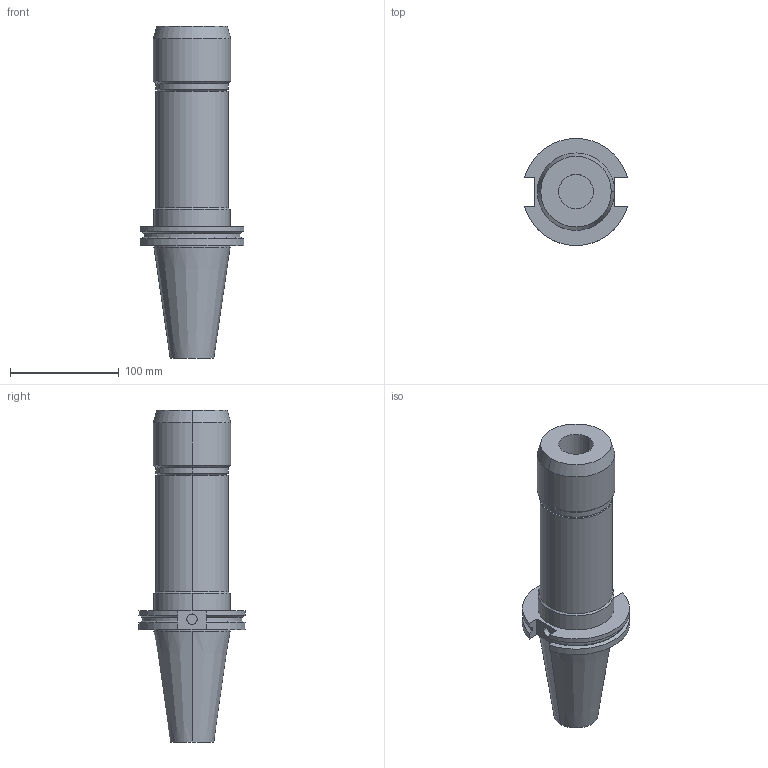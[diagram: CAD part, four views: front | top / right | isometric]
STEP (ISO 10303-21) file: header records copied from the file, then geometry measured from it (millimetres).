
FILE_DESCRIPTION (( 'STEP AP203' ), '1' );
FILE_NAME ('STP-5044-460-A72-800-1(44.463G.72.800).STEP', '2021-06-30T10:03:01', ( '' ), ( '' ), 'SwSTEP 2.0', 'SolidWorks 2017', '' );
FILE_SCHEMA (( 'CONFIG_CONTROL_DESIGN' ));
Length unit declared in the file: millimetre
Products named in the file (1): STP-5044-460-A72-800-1(44.463G.72.800)
Bounding box: 94.95 x 98.05 x 304.8 mm (x, y, z)
Volume: 953854.9 mm3; surface area: 88990.8 mm2
Topology: 1 solids, 1 shells, 64 faces, 146 edges, 89 vertices
Faces by surface type: cylinder 26, cone 20, plane 18
Entity records: 1869 total; most frequent: DIRECTION 330, CARTESIAN_POINT 322, ORIENTED_EDGE 288, EDGE_CURVE 144, AXIS2_PLACEMENT_3D 129, VERTEX_POINT 89, LINE 72, VECTOR 72
